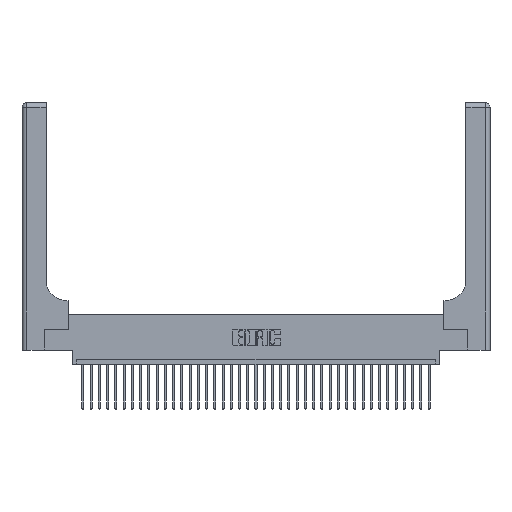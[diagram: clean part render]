
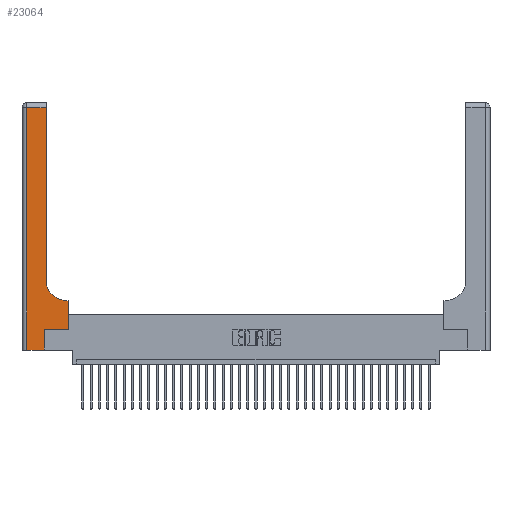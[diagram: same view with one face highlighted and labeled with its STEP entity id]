
A CAD part, top view. The second image highlights one B-rep face of the part: STEP entity #23064.
In plain terms, the highlighted planar face has unit normal (0, 0, 1).
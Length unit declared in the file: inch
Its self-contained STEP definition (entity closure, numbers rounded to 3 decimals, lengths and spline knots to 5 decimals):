
#155 = CARTESIAN_POINT ( 'NONE',  ( 0.06, 3., 0.37 ) ) ;
#1400 = FACE_OUTER_BOUND ( 'NONE', #31079, .T. ) ;
#1820 = CARTESIAN_POINT ( 'NONE',  ( 0.5585, 0.25, 0.37 ) ) ;
#2176 = DIRECTION ( 'NONE',  ( 1., 0., 0. ) ) ;
#2913 = LINE ( 'NONE', #35334, #15583 ) ;
#3033 = DIRECTION ( 'NONE',  ( 1., 0., 0. ) ) ;
#3251 = DIRECTION ( 'NONE',  ( -1., 0., 0. ) ) ;
#3972 = LINE ( 'NONE', #8265, #30198 ) ;
#4055 = VECTOR ( 'NONE', #24686, 39.37008 ) ;
#4539 = CARTESIAN_POINT ( 'NONE',  ( 0.2915, 0.6, 0.37 ) ) ;
#5333 = VERTEX_POINT ( 'NONE', #23565 ) ;
#5354 = VERTEX_POINT ( 'NONE', #12070 ) ;
#5398 = CARTESIAN_POINT ( 'NONE',  ( 0.269, 0.25, 0.37 ) ) ;
#5900 = EDGE_CURVE ( 'NONE', #24482, #5354, #3972, .T. ) ;
#6244 = DIRECTION ( 'NONE',  ( 0., -1., 0. ) ) ;
#7245 = EDGE_CURVE ( 'NONE', #30205, #22923, #15395, .T. ) ;
#7523 = VECTOR ( 'NONE', #3033, 39.37008 ) ;
#8169 = DIRECTION ( 'NONE',  ( 1., 0., 0. ) ) ;
#8265 = CARTESIAN_POINT ( 'NONE',  ( 0., 2.94, 0.37 ) ) ;
#9971 = LINE ( 'NONE', #24033, #15861 ) ;
#10932 = DIRECTION ( 'NONE',  ( -1., 0., 0. ) ) ;
#11267 = VERTEX_POINT ( 'NONE', #12547 ) ;
#11653 = CARTESIAN_POINT ( 'NONE',  ( 0.06, 0., 0.37 ) ) ;
#12070 = CARTESIAN_POINT ( 'NONE',  ( 0.06, 2.94, 0.37 ) ) ;
#12193 = EDGE_CURVE ( 'NONE', #11267, #14436, #26258, .T. ) ;
#12547 = CARTESIAN_POINT ( 'NONE',  ( 0.269, 0.25, 0.37 ) ) ;
#13684 = CARTESIAN_POINT ( 'NONE',  ( 0.5585, 0.25, 0.37 ) ) ;
#14436 = VERTEX_POINT ( 'NONE', #1820 ) ;
#14850 = ORIENTED_EDGE ( 'NONE', *, *, #22856, .T. ) ;
#15395 = LINE ( 'NONE', #4539, #23086 ) ;
#15583 = VECTOR ( 'NONE', #32663, 39.37008 ) ;
#15861 = VECTOR ( 'NONE', #29833, 39.37008 ) ;
#16711 = EDGE_CURVE ( 'NONE', #21094, #24482, #9971, .T. ) ;
#16821 = VECTOR ( 'NONE', #8169, 39.37008 ) ;
#16832 = ORIENTED_EDGE ( 'NONE', *, *, #12193, .T. ) ;
#17060 = EDGE_CURVE ( 'NONE', #14436, #30205, #17640, .T. ) ;
#17627 = ORIENTED_EDGE ( 'NONE', *, *, #20076, .T. ) ;
#17640 = LINE ( 'NONE', #13684, #4055 ) ;
#17873 = LINE ( 'NONE', #155, #32301 ) ;
#17982 = AXIS2_PLACEMENT_3D ( 'NONE', #31834, #34900, #3251 ) ;
#19389 = EDGE_CURVE ( 'NONE', #21325, #5333, #26508, .T. ) ;
#19523 = DIRECTION ( 'NONE',  ( 0., 0., -1. ) ) ;
#20076 = EDGE_CURVE ( 'NONE', #5354, #21325, #17873, .T. ) ;
#20375 = EDGE_CURVE ( 'NONE', #5333, #11267, #2913, .T. ) ;
#20426 = ORIENTED_EDGE ( 'NONE', *, *, #17060, .T. ) ;
#21094 = VERTEX_POINT ( 'NONE', #24732 ) ;
#21325 = VERTEX_POINT ( 'NONE', #11653 ) ;
#22206 = ORIENTED_EDGE ( 'NONE', *, *, #7245, .T. ) ;
#22421 = CARTESIAN_POINT ( 'NONE',  ( 0.5415, 0.85, 0.37 ) ) ;
#22856 = EDGE_CURVE ( 'NONE', #22923, #21094, #37193, .T. ) ;
#22923 = VERTEX_POINT ( 'NONE', #25912 ) ;
#23064 = ADVANCED_FACE ( 'NONE', ( #1400 ), #29402, .F. ) ;
#23086 = VECTOR ( 'NONE', #24398, 39.37008 ) ;
#23245 = ORIENTED_EDGE ( 'NONE', *, *, #5900, .T. ) ;
#23565 = CARTESIAN_POINT ( 'NONE',  ( 0.269, 0., 0.37 ) ) ;
#24033 = CARTESIAN_POINT ( 'NONE',  ( 0.2915, 3., 0.37 ) ) ;
#24398 = DIRECTION ( 'NONE',  ( -1., 0., 0. ) ) ;
#24482 = VERTEX_POINT ( 'NONE', #36268 ) ;
#24686 = DIRECTION ( 'NONE',  ( 0., 1., 0. ) ) ;
#24732 = CARTESIAN_POINT ( 'NONE',  ( 0.2915, 0.85, 0.37 ) ) ;
#25450 = CARTESIAN_POINT ( 'NONE',  ( 0., 0., 0.37 ) ) ;
#25912 = CARTESIAN_POINT ( 'NONE',  ( 0.5415, 0.6, 0.37 ) ) ;
#26258 = LINE ( 'NONE', #5398, #16821 ) ;
#26508 = LINE ( 'NONE', #25450, #7523 ) ;
#27710 = ORIENTED_EDGE ( 'NONE', *, *, #20375, .T. ) ;
#29402 = PLANE ( 'NONE',  #17982 ) ;
#29833 = DIRECTION ( 'NONE',  ( 0., 1., 0. ) ) ;
#30080 = CARTESIAN_POINT ( 'NONE',  ( 0.5585, 0.6, 0.37 ) ) ;
#30198 = VECTOR ( 'NONE', #10932, 39.37008 ) ;
#30205 = VERTEX_POINT ( 'NONE', #30080 ) ;
#31079 = EDGE_LOOP ( 'NONE', ( #37502, #23245, #17627, #35567, #27710, #16832, #20426, #22206, #14850 ) ) ;
#31751 = AXIS2_PLACEMENT_3D ( 'NONE', #22421, #19523, #2176 ) ;
#31834 = CARTESIAN_POINT ( 'NONE',  ( 0., 3., 0.37 ) ) ;
#32301 = VECTOR ( 'NONE', #6244, 39.37008 ) ;
#32663 = DIRECTION ( 'NONE',  ( 0., 1., 0. ) ) ;
#34900 = DIRECTION ( 'NONE',  ( 0., 0., -1. ) ) ;
#35334 = CARTESIAN_POINT ( 'NONE',  ( 0.269, 0., 0.37 ) ) ;
#35567 = ORIENTED_EDGE ( 'NONE', *, *, #19389, .T. ) ;
#36268 = CARTESIAN_POINT ( 'NONE',  ( 0.2915, 2.94, 0.37 ) ) ;
#37193 = CIRCLE ( 'NONE', #31751, 0.25 ) ;
#37502 = ORIENTED_EDGE ( 'NONE', *, *, #16711, .T. ) ;
